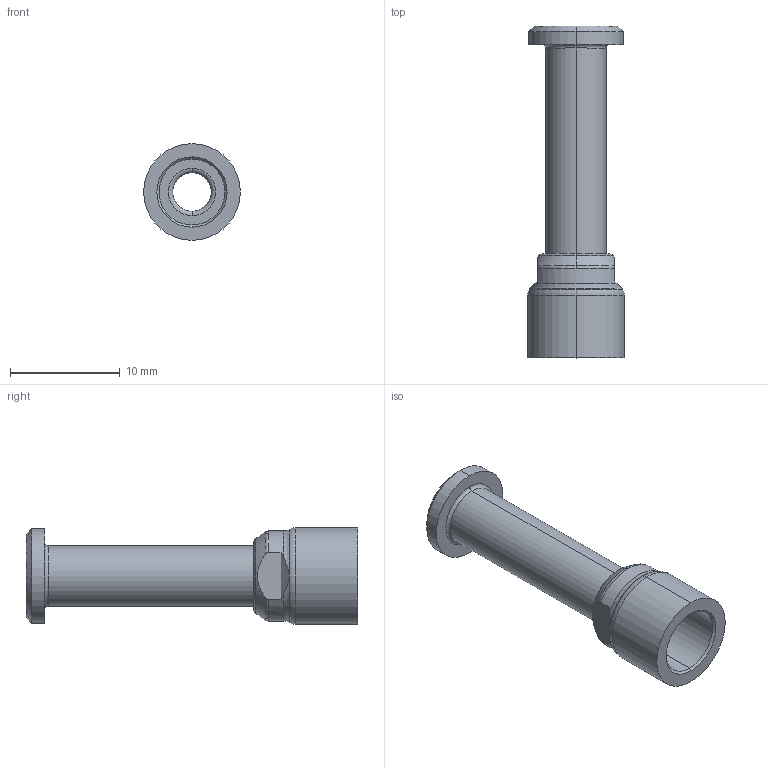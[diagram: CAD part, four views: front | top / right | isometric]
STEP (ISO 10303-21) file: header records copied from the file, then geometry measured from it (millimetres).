
FILE_DESCRIPTION (( 'STEP AP214' ), '1' );
FILE_NAME ('2102-G.STEP', '2016-06-03T15:32:08', ( '' ), ( '' ), 'SwSTEP 2.0', 'SolidWorks 2015', '' );
FILE_SCHEMA (( 'AUTOMOTIVE_DESIGN' ));
Length unit declared in the file: millimetre
Products named in the file (1): 2102-G
Bounding box: 8.8 x 30.2 x 8.8 mm (x, y, z)
Volume: 656.4 mm3; surface area: 1134.7 mm2
Topology: 1 solids, 1 shells, 50 faces, 112 edges, 67 vertices
Faces by surface type: torus 16, cylinder 13, cone 10, plane 9, bspline 2
Entity records: 1761 total; most frequent: CARTESIAN_POINT 596, DIRECTION 251, ORIENTED_EDGE 224, EDGE_CURVE 112, AXIS2_PLACEMENT_3D 112, VERTEX_POINT 67, CIRCLE 63, EDGE_LOOP 55
